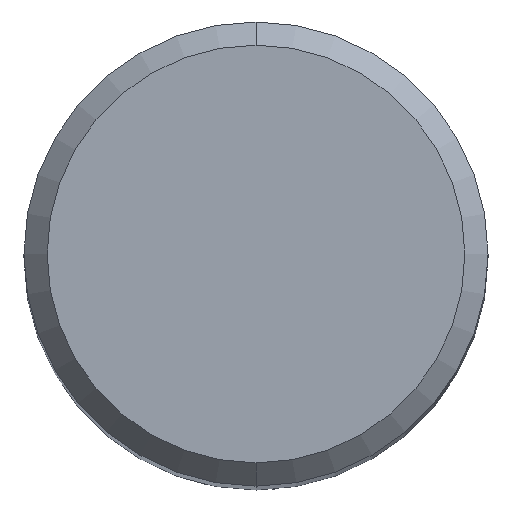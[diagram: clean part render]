
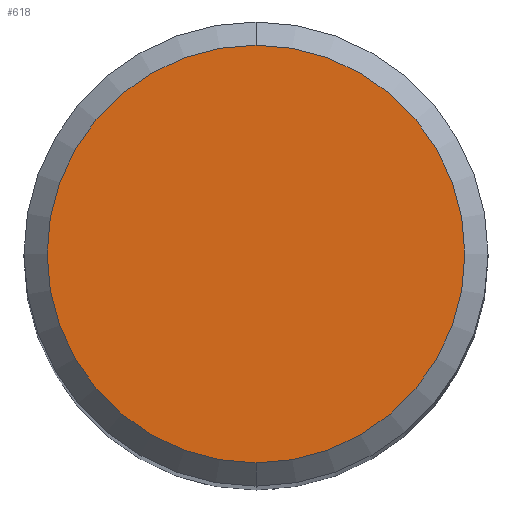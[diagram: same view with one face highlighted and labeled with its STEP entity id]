
A CAD part, top view. The second image highlights one B-rep face of the part: STEP entity #618.
In plain terms, the highlighted planar face has unit normal (0, 0, 1).
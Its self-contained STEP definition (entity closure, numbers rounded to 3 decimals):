
#618=ADVANCED_FACE('',(#1299),#1300,.T.);
#808=VERTEX_POINT('',#1508);
#836=EDGE_CURVE('',#940,#808,#1537,.T.);
#898=EDGE_CURVE('',#808,#940,#1603,.T.);
#940=VERTEX_POINT('',#1649);
#1299=FACE_OUTER_BOUND('',#6609,.T.);
#1300=PLANE('',#6610);
#1508=CARTESIAN_POINT('',(0.0,4.5,0.0));
#1537=CIRCLE('',#7588,4.5);
#1603=CIRCLE('',#7839,4.5);
#1649=CARTESIAN_POINT('',(0.,-4.5,0.0));
#6609=EDGE_LOOP('',(#9918,#9919));
#6610=AXIS2_PLACEMENT_3D('',#9920,#9921,#9922);
#7588=AXIS2_PLACEMENT_3D('',#10140,#10141,#10142);
#7839=AXIS2_PLACEMENT_3D('',#10214,#10215,#10216);
#9918=ORIENTED_EDGE('',*,*,#898,.F.);
#9919=ORIENTED_EDGE('',*,*,#836,.F.);
#9920=CARTESIAN_POINT('',(0.0,2.25,0.0));
#9921=DIRECTION('',(-0.0,0.0,1.0));
#9922=DIRECTION('',(0.0,-1.0,0.0));
#10140=CARTESIAN_POINT('',(0.0,0.0,0.0));
#10141=DIRECTION('',(0.0,0.0,-1.0));
#10142=DIRECTION('',(0.0,1.0,0.0));
#10214=CARTESIAN_POINT('',(0.0,0.0,0.0));
#10215=DIRECTION('',(0.0,0.0,-1.0));
#10216=DIRECTION('',(0.0,1.0,0.0));
